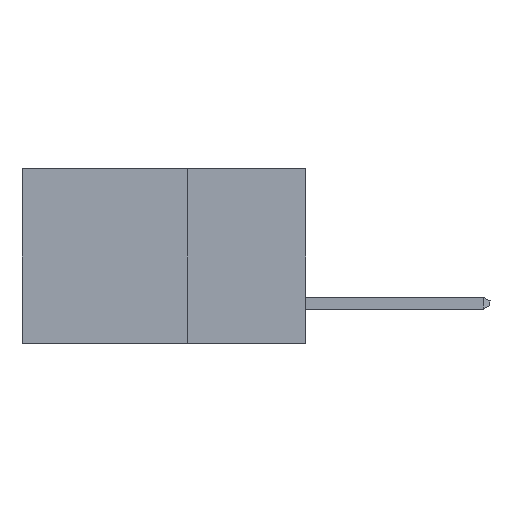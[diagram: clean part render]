
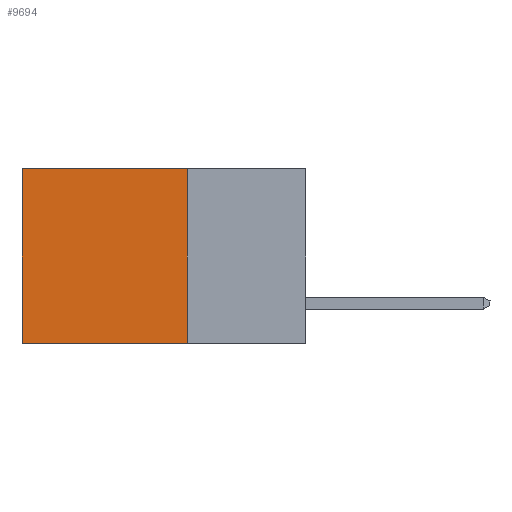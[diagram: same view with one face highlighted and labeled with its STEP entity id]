
A CAD part, left-side view. The second image highlights one B-rep face of the part: STEP entity #9694.
In plain terms, the highlighted planar face has unit normal (-1, 0, 0).
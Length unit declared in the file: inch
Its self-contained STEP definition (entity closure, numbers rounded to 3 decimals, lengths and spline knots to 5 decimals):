
#898 = VERTEX_POINT ( 'NONE', #3707 ) ;
#1240 = ORIENTED_EDGE ( 'NONE', *, *, #8934, .F. ) ;
#1293 = VECTOR ( 'NONE', #3221, 39.37008 ) ;
#1795 = CARTESIAN_POINT ( 'NONE',  ( 0.2615, 0.6, 0. ) ) ;
#2227 = VERTEX_POINT ( 'NONE', #12043 ) ;
#2328 = ORIENTED_EDGE ( 'NONE', *, *, #10453, .F. ) ;
#3207 = VECTOR ( 'NONE', #4097, 39.37008 ) ;
#3221 = DIRECTION ( 'NONE',  ( 0., 0., -1. ) ) ;
#3707 = CARTESIAN_POINT ( 'NONE',  ( 0.2615, 0.6, -0.37 ) ) ;
#4097 = DIRECTION ( 'NONE',  ( 0., 1., 0. ) ) ;
#4215 = EDGE_CURVE ( 'NONE', #6603, #898, #9594, .T. ) ;
#4514 = VECTOR ( 'NONE', #9215, 39.37008 ) ;
#4522 = CARTESIAN_POINT ( 'NONE',  ( 0.2615, 0.25, 0. ) ) ;
#4542 = CARTESIAN_POINT ( 'NONE',  ( 0.2615, 0.25, -0.37 ) ) ;
#4702 = LINE ( 'NONE', #6956, #4514 ) ;
#5184 = LINE ( 'NONE', #14036, #3207 ) ;
#5614 = DIRECTION ( 'NONE',  ( 0., 0., -1. ) ) ;
#5763 = CARTESIAN_POINT ( 'NONE',  ( 0.2615, 0.25, -0.37 ) ) ;
#5905 = LINE ( 'NONE', #5763, #6738 ) ;
#6013 = VERTEX_POINT ( 'NONE', #4522 ) ;
#6300 = EDGE_CURVE ( 'NONE', #6013, #6603, #5184, .T. ) ;
#6603 = VERTEX_POINT ( 'NONE', #1795 ) ;
#6738 = VECTOR ( 'NONE', #5614, 39.37008 ) ;
#6956 = CARTESIAN_POINT ( 'NONE',  ( 0.2615, 0.25, -0.37 ) ) ;
#7010 = PLANE ( 'NONE',  #13086 ) ;
#7354 = ORIENTED_EDGE ( 'NONE', *, *, #4215, .T. ) ;
#8934 = EDGE_CURVE ( 'NONE', #6013, #2227, #5905, .T. ) ;
#9198 = FACE_OUTER_BOUND ( 'NONE', #12376, .T. ) ;
#9215 = DIRECTION ( 'NONE',  ( 0., 1., 0. ) ) ;
#9241 = ORIENTED_EDGE ( 'NONE', *, *, #6300, .T. ) ;
#9594 = LINE ( 'NONE', #13952, #1293 ) ;
#9694 = ADVANCED_FACE ( 'NONE', ( #9198 ), #7010, .F. ) ;
#10453 = EDGE_CURVE ( 'NONE', #2227, #898, #4702, .T. ) ;
#12043 = CARTESIAN_POINT ( 'NONE',  ( 0.2615, 0.25, -0.37 ) ) ;
#12376 = EDGE_LOOP ( 'NONE', ( #7354, #2328, #1240, #9241 ) ) ;
#13086 = AXIS2_PLACEMENT_3D ( 'NONE', #4542, #13408, #13269 ) ;
#13269 = DIRECTION ( 'NONE',  ( 0., 0., -1. ) ) ;
#13408 = DIRECTION ( 'NONE',  ( 1., 0., 0. ) ) ;
#13952 = CARTESIAN_POINT ( 'NONE',  ( 0.2615, 0.6, -0.37 ) ) ;
#14036 = CARTESIAN_POINT ( 'NONE',  ( 0.2615, 0.25, 0. ) ) ;
